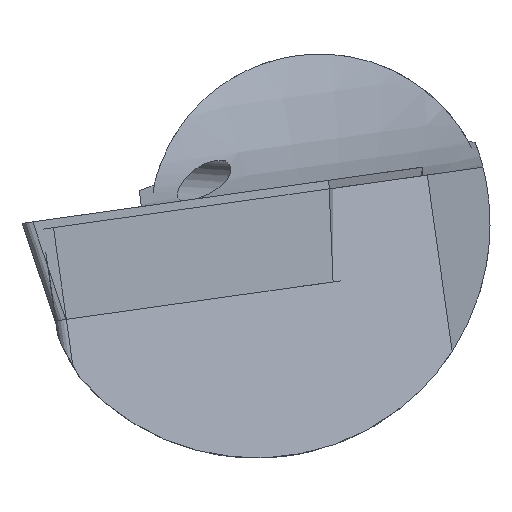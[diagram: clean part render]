
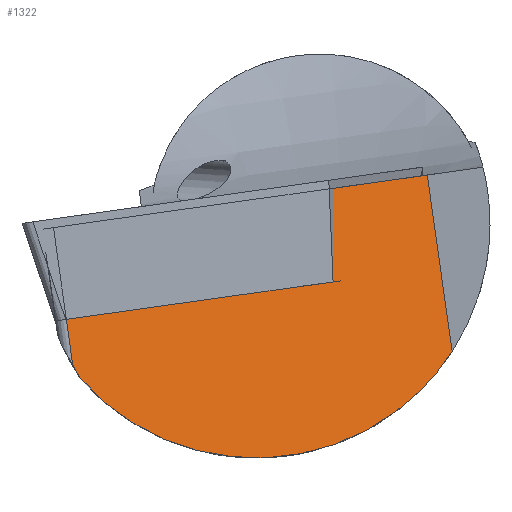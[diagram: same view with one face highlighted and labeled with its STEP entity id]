
A CAD part, front view. The second image highlights one B-rep face of the part: STEP entity #1322.
In plain terms, the highlighted face is planar.
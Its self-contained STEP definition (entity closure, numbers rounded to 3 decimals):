
#95=ELLIPSE('',#1483,5.767,5.5);
#98=ELLIPSE('',#1497,7.025,6.7);
#429=ORIENTED_EDGE('',*,*,#652,.F.);
#430=ORIENTED_EDGE('',*,*,#624,.F.);
#431=ORIENTED_EDGE('',*,*,#660,.F.);
#432=ORIENTED_EDGE('',*,*,#637,.F.);
#433=ORIENTED_EDGE('',*,*,#661,.F.);
#624=EDGE_CURVE('',#770,#771,#95,.F.);
#637=EDGE_CURVE('',#782,#783,#885,.T.);
#652=EDGE_CURVE('',#771,#792,#98,.F.);
#660=EDGE_CURVE('',#783,#770,#898,.T.);
#661=EDGE_CURVE('',#792,#782,#899,.F.);
#770=VERTEX_POINT('',#2191);
#771=VERTEX_POINT('',#2193);
#782=VERTEX_POINT('',#2273);
#783=VERTEX_POINT('',#2274);
#792=VERTEX_POINT('',#2307);
#885=LINE('',#2272,#987);
#898=LINE('',#2331,#1000);
#899=LINE('',#2333,#1001);
#987=VECTOR('',#1803,1000.);
#1000=VECTOR('',#1848,1000.);
#1001=VECTOR('',#1851,1000.);
#1089=EDGE_LOOP('',(#429,#430,#431,#432,#433));
#1191=FACE_BOUND('',#1089,.T.);
#1252=PLANE('',#1506);
#1322=ADVANCED_FACE('',(#1191),#1252,.F.);
#1483=AXIS2_PLACEMENT_3D('',#2192,#1788,#1789);
#1497=AXIS2_PLACEMENT_3D('',#2306,#1827,#1828);
#1506=AXIS2_PLACEMENT_3D('',#2332,#1849,#1850);
#1788=DIRECTION('',(-0.298,0.954,0.042));
#1789=DIRECTION('',(0.944,0.301,-0.133));
#1803=DIRECTION('',(-0.944,-0.301,0.133));
#1827=DIRECTION('',(-0.298,0.954,0.042));
#1828=DIRECTION('',(-0.944,-0.301,0.133));
#1848=DIRECTION('',(-0.139,0.,-0.99));
#1849=DIRECTION('',(0.298,-0.954,-0.042));
#1850=DIRECTION('',(-0.955,-0.298,0.));
#1851=DIRECTION('',(-0.139,0.,-0.99));
#2191=CARTESIAN_POINT('',(-3.114,-3.268,-3.));
#2192=CARTESIAN_POINT('',(1.496,-1.96,0.));
#2193=CARTESIAN_POINT('',(5.642,-0.507,-3.613));
#2272=CARTESIAN_POINT('',(-2.102,-3.132,1.094));
#2273=CARTESIAN_POINT('',(6.262,-0.469,-0.082));
#2274=CARTESIAN_POINT('',(-2.53,-3.268,1.154));
#2306=CARTESIAN_POINT('',(0.,-2.427,0.));
#2307=CARTESIAN_POINT('',(5.803,-0.469,-3.35));
#2331=CARTESIAN_POINT('',(-1.113,-3.268,11.238));
#2332=CARTESIAN_POINT('',(1.554,-2.419,10.864));
#2333=CARTESIAN_POINT('',(7.679,-0.469,10.003));
